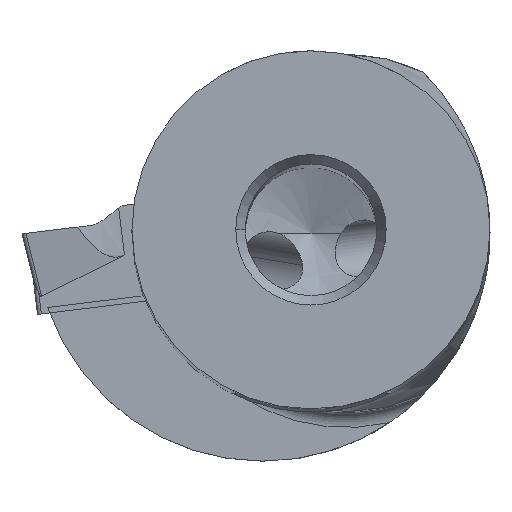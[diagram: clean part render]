
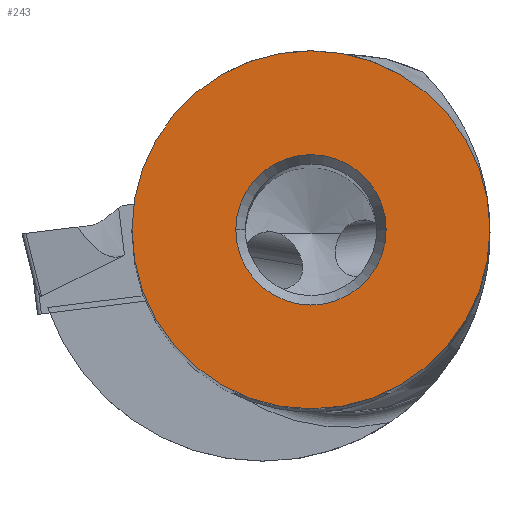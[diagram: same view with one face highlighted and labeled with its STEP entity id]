
A CAD part, top view. The second image highlights one B-rep face of the part: STEP entity #243.
In plain terms, the highlighted planar face has unit normal (0, 0, 1).
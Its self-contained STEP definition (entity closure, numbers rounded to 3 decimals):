
#60=FACE_BOUND('',#563,.T.);
#61=FACE_BOUND('',#564,.T.);
#243=ADVANCED_FACE('',(#60,#61),#342,.T.);
#342=PLANE('',#2978);
#563=EDGE_LOOP('',(#1070,#1071));
#564=EDGE_LOOP('',(#1072,#1073));
#1070=ORIENTED_EDGE('',*,*,#1922,.F.);
#1071=ORIENTED_EDGE('',*,*,#1927,.F.);
#1072=ORIENTED_EDGE('',*,*,#1928,.F.);
#1073=ORIENTED_EDGE('',*,*,#1929,.F.);
#1589=VERTEX_POINT('',#5267);
#1590=VERTEX_POINT('',#5269);
#1595=VERTEX_POINT('',#5282);
#1596=VERTEX_POINT('',#5283);
#1922=EDGE_CURVE('',#1590,#1589,#2275,.T.);
#1927=EDGE_CURVE('',#1589,#1590,#2276,.T.);
#1928=EDGE_CURVE('',#1595,#1596,#2277,.T.);
#1929=EDGE_CURVE('',#1596,#1595,#2278,.T.);
#2275=CIRCLE('',#2971,9.525);
#2276=CIRCLE('',#2975,9.525);
#2277=CIRCLE('',#2976,4.);
#2278=CIRCLE('',#2977,4.);
#2971=AXIS2_PLACEMENT_3D('',#5270,#3461,#3462);
#2975=AXIS2_PLACEMENT_3D('',#5280,#3471,#3472);
#2976=AXIS2_PLACEMENT_3D('',#5281,#3473,#3474);
#2977=AXIS2_PLACEMENT_3D('',#5284,#3475,#3476);
#2978=AXIS2_PLACEMENT_3D('',#5285,#3477,#3478);
#3461=DIRECTION('',(0.,0.,-1.));
#3462=DIRECTION('',(-1.,0.,0.));
#3471=DIRECTION('',(0.,0.,-1.));
#3472=DIRECTION('',(1.,0.,0.));
#3473=DIRECTION('',(0.,0.,1.));
#3474=DIRECTION('',(-1.,0.,0.));
#3475=DIRECTION('',(0.,0.,1.));
#3476=DIRECTION('',(1.,0.,0.));
#3477=DIRECTION('',(0.,0.,1.));
#3478=DIRECTION('',(-1.,0.,0.));
#5267=CARTESIAN_POINT('',(9.525,0.,0.));
#5269=CARTESIAN_POINT('',(-9.525,0.,0.));
#5270=CARTESIAN_POINT('',(0.,0.,0.));
#5280=CARTESIAN_POINT('',(0.,0.,0.));
#5281=CARTESIAN_POINT('',(0.,0.,0.));
#5282=CARTESIAN_POINT('',(-4.,0.,0.));
#5283=CARTESIAN_POINT('',(4.,0.,0.));
#5284=CARTESIAN_POINT('',(0.,0.,0.));
#5285=CARTESIAN_POINT('',(0.,0.,0.));
